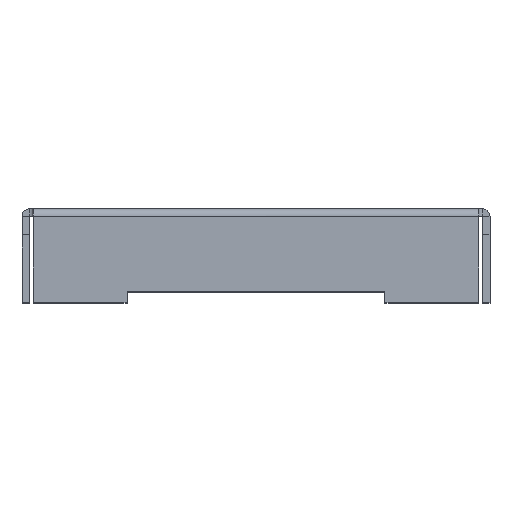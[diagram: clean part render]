
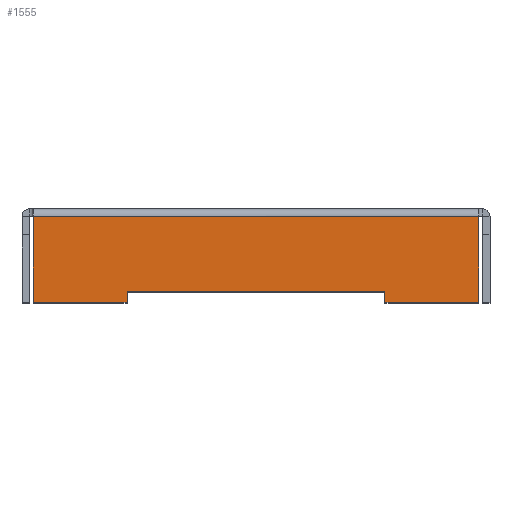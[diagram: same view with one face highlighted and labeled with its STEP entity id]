
A CAD part, top view. The second image highlights one B-rep face of the part: STEP entity #1555.
In plain terms, the highlighted planar face has unit normal (0, 0, 1).
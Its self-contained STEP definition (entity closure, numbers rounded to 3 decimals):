
#17 = ORIENTED_EDGE ( 'NONE', *, *, #2165, .T. ) ;
#68 = EDGE_CURVE ( 'NONE', #399, #513, #2429, .T. ) ;
#95 = VERTEX_POINT ( 'NONE', #1167 ) ;
#102 = PLANE ( 'NONE',  #2860 ) ;
#103 = LINE ( 'NONE', #2738, #690 ) ;
#111 = EDGE_CURVE ( 'NONE', #1998, #2346, #103, .T. ) ;
#116 = CARTESIAN_POINT ( 'NONE',  ( -5.923, -2.54, 0. ) ) ;
#209 = CARTESIAN_POINT ( 'NONE',  ( 6.471, -2.54, 0. ) ) ;
#212 = LINE ( 'NONE', #639, #1354 ) ;
#244 = VECTOR ( 'NONE', #751, 1000. ) ;
#253 = DIRECTION ( 'NONE',  ( 0., 1., 0. ) ) ;
#280 = LINE ( 'NONE', #398, #2008 ) ;
#289 = CARTESIAN_POINT ( 'NONE',  ( -5.617, -0.21, 0. ) ) ;
#372 = EDGE_LOOP ( 'NONE', ( #1841, #2189, #2347, #1799, #1323, #712, #2395, #17 ) ) ;
#398 = CARTESIAN_POINT ( 'NONE',  ( -3.073, -2.54, 0. ) ) ;
#399 = VERTEX_POINT ( 'NONE', #855 ) ;
#513 = VERTEX_POINT ( 'NONE', #1209 ) ;
#523 = DIRECTION ( 'NONE',  ( 1., 0., 0. ) ) ;
#543 = DIRECTION ( 'NONE',  ( 0., 0., 1. ) ) ;
#568 = CARTESIAN_POINT ( 'NONE',  ( 3.927, -2.24, 0. ) ) ;
#630 = EDGE_CURVE ( 'NONE', #1998, #95, #2219, .T. ) ;
#639 = CARTESIAN_POINT ( 'NONE',  ( -5.617, -2.54, 0. ) ) ;
#690 = VECTOR ( 'NONE', #2291, 1000. ) ;
#704 = VERTEX_POINT ( 'NONE', #2430 ) ;
#712 = ORIENTED_EDGE ( 'NONE', *, *, #68, .T. ) ;
#740 = EDGE_CURVE ( 'NONE', #2346, #399, #1344, .T. ) ;
#751 = DIRECTION ( 'NONE',  ( -1., 0., 0. ) ) ;
#759 = VECTOR ( 'NONE', #2756, 1000. ) ;
#777 = CARTESIAN_POINT ( 'NONE',  ( -3.073, -2.54, 0. ) ) ;
#850 = VERTEX_POINT ( 'NONE', #2439 ) ;
#855 = CARTESIAN_POINT ( 'NONE',  ( 6.471, -0.21, 0. ) ) ;
#941 = VECTOR ( 'NONE', #253, 1000. ) ;
#994 = CARTESIAN_POINT ( 'NONE',  ( -5.923, -2.54, 0. ) ) ;
#1112 = CARTESIAN_POINT ( 'NONE',  ( 3.927, -2.54, 0. ) ) ;
#1167 = CARTESIAN_POINT ( 'NONE',  ( 3.927, -2.24, 0. ) ) ;
#1171 = VECTOR ( 'NONE', #523, 1000. ) ;
#1209 = CARTESIAN_POINT ( 'NONE',  ( -5.617, -0.21, 0. ) ) ;
#1245 = LINE ( 'NONE', #116, #1171 ) ;
#1323 = ORIENTED_EDGE ( 'NONE', *, *, #740, .T. ) ;
#1344 = LINE ( 'NONE', #2826, #2460 ) ;
#1354 = VECTOR ( 'NONE', #2232, 1000. ) ;
#1497 = DIRECTION ( 'NONE',  ( 0., 1., 0. ) ) ;
#1544 = DIRECTION ( 'NONE',  ( 0., -1., 0. ) ) ;
#1555 = ADVANCED_FACE ( 'NONE', ( #2649 ), #102, .T. ) ;
#1799 = ORIENTED_EDGE ( 'NONE', *, *, #111, .T. ) ;
#1841 = ORIENTED_EDGE ( 'NONE', *, *, #2289, .F. ) ;
#1998 = VERTEX_POINT ( 'NONE', #1112 ) ;
#2008 = VECTOR ( 'NONE', #1544, 1000. ) ;
#2071 = EDGE_CURVE ( 'NONE', #95, #704, #2574, .T. ) ;
#2127 = DIRECTION ( 'NONE',  ( 1., 0., 0. ) ) ;
#2165 = EDGE_CURVE ( 'NONE', #850, #2800, #1245, .T. ) ;
#2189 = ORIENTED_EDGE ( 'NONE', *, *, #2071, .F. ) ;
#2219 = LINE ( 'NONE', #2773, #941 ) ;
#2232 = DIRECTION ( 'NONE',  ( 0., -1., 0. ) ) ;
#2289 = EDGE_CURVE ( 'NONE', #704, #2800, #280, .T. ) ;
#2291 = DIRECTION ( 'NONE',  ( 1., 0., 0. ) ) ;
#2328 = EDGE_CURVE ( 'NONE', #513, #850, #212, .T. ) ;
#2346 = VERTEX_POINT ( 'NONE', #209 ) ;
#2347 = ORIENTED_EDGE ( 'NONE', *, *, #630, .F. ) ;
#2395 = ORIENTED_EDGE ( 'NONE', *, *, #2328, .T. ) ;
#2429 = LINE ( 'NONE', #289, #759 ) ;
#2430 = CARTESIAN_POINT ( 'NONE',  ( -3.073, -2.24, 0. ) ) ;
#2439 = CARTESIAN_POINT ( 'NONE',  ( -5.617, -2.54, 0. ) ) ;
#2460 = VECTOR ( 'NONE', #1497, 1000. ) ;
#2574 = LINE ( 'NONE', #568, #244 ) ;
#2649 = FACE_OUTER_BOUND ( 'NONE', #372, .T. ) ;
#2738 = CARTESIAN_POINT ( 'NONE',  ( -5.923, -2.54, 0. ) ) ;
#2756 = DIRECTION ( 'NONE',  ( -1., 0., 0. ) ) ;
#2773 = CARTESIAN_POINT ( 'NONE',  ( 3.927, -2.54, 0. ) ) ;
#2800 = VERTEX_POINT ( 'NONE', #777 ) ;
#2826 = CARTESIAN_POINT ( 'NONE',  ( 6.471, -2.54, 0. ) ) ;
#2860 = AXIS2_PLACEMENT_3D ( 'NONE', #994, #543, #2127 ) ;
